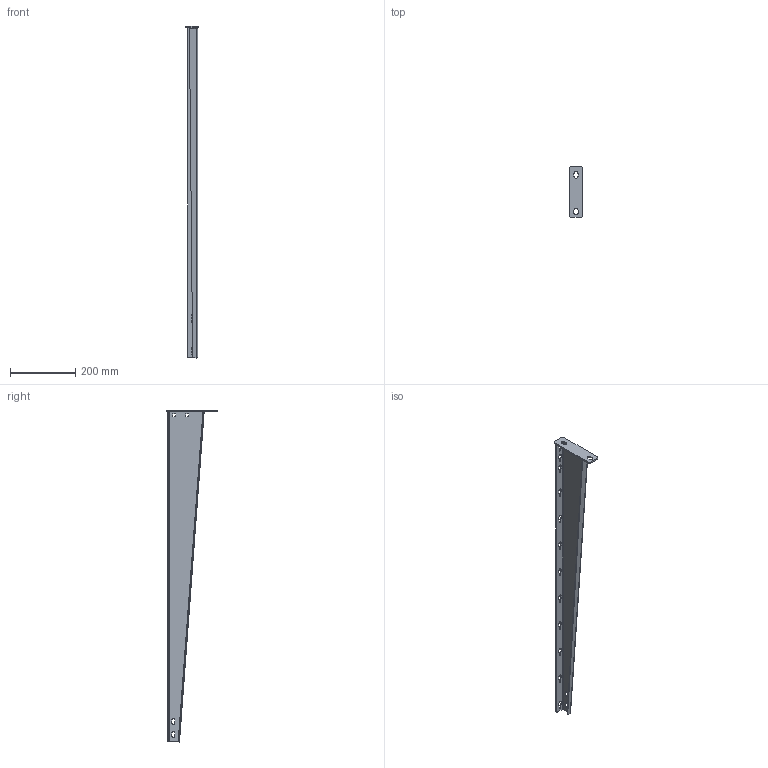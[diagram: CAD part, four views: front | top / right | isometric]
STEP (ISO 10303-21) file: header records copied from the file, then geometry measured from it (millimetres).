
FILE_DESCRIPTION((''),'2;1');
FILE_NAME('711111_ASM','2018-11-08T17:22:06',('tomasz.grudniewski'),(''),'CREO PARAMETRIC BY PTC INC, 2018260','CREO PARAMETRIC BY PTC INC, 2018260','');
FILE_SCHEMA(('CONFIG_CONTROL_DESIGN'));
Length unit declared in the file: millimetre
Products named in the file (3): PODSTAWA_40X155_PRT; WMC_RAMIE_1000_PRT; 711111_ASM
Assembly tree (2 placements, depth 2):
  711111_ASM
    PODSTAWA_40X155_PRT
    WMC_RAMIE_1000_PRT
Bounding box: 40 x 155 x 1020.16 mm (x, y, z)
Volume: 261368 mm3; surface area: 253696.3 mm2
Topology: 2 solids, 3 shells, 159 faces, 450 edges, 296 vertices
Faces by surface type: plane 113, cylinder 42, bspline 3, cone 1
Entity records: 5371 total; most frequent: CARTESIAN_POINT 1043, ORIENTED_EDGE 888, DIRECTION 848, EDGE_CURVE 450, VECTOR 360, LINE 360, VERTEX_POINT 296, AXIS2_PLACEMENT_3D 244
